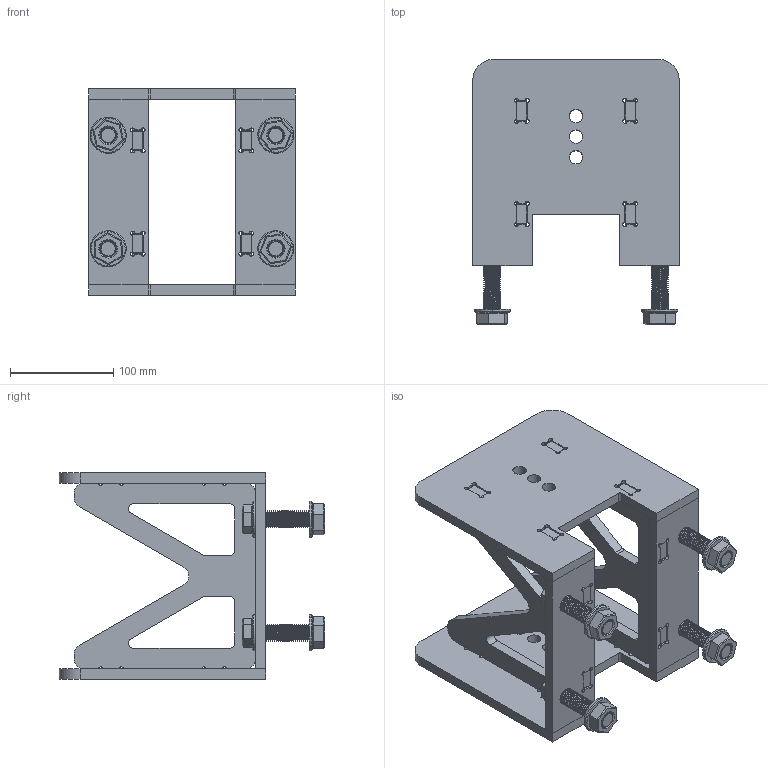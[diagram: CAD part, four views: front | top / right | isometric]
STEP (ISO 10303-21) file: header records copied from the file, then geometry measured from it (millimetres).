
FILE_DESCRIPTION (( 'STEP AP203' ), '1' );
FILE_NAME ('Kranbahnpuffer KTP-S-200-BS.STEP', '2022-06-22T08:55:13', ( '' ), ( '' ), 'SwSTEP 2.0', 'SolidWorks 2022', '' );
FILE_SCHEMA (( 'CONFIG_CONTROL_DESIGN' ));
Length unit declared in the file: millimetre
Products named in the file (7): Mutter M16; Kranbahnpuffer KTP-S-200-BS; Unterlegscheibe M16; Kranbahnpuffer universal; Schraube M16x70; Bodenplatte Sonderausführung beidseitig; Versteifungsblech Sonderausführung beidseitig
Assembly tree (22 placements, depth 2):
  Kranbahnpuffer KTP-S-200-BS
    Bodenplatte Sonderausführung beidseitig  x2
    Kranbahnpuffer universal  x2
    Versteifungsblech Sonderausführung beidseitig  x2
    Schraube M16x70  x4
    Unterlegscheibe M16  x8
    Mutter M16  x4
Bounding box: 200 x 257 x 200 mm (x, y, z)
Volume: 1315759.5 mm3; surface area: 366390.4 mm2
Topology: 22 solids, 22 shells, 1052 faces, 2884 edges, 1880 vertices
Faces by surface type: cylinder 650, plane 346, cone 44, bspline 12
Entity records: 20492 total; most frequent: CARTESIAN_POINT 9499, ORIENTED_EDGE 2136, DIRECTION 2081, EDGE_CURVE 1068, AXIS2_PLACEMENT_3D 759, VERTEX_POINT 702, LINE 563, VECTOR 563
